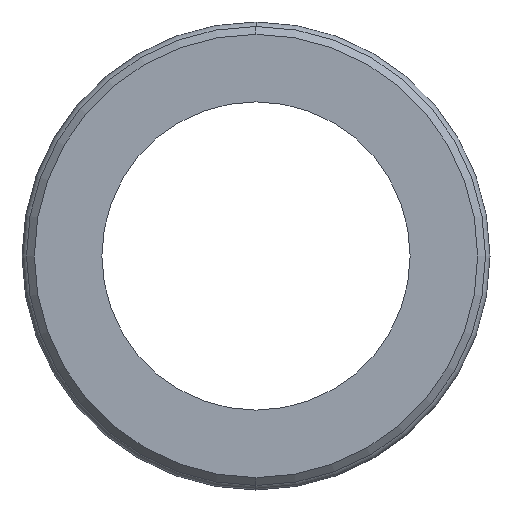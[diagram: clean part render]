
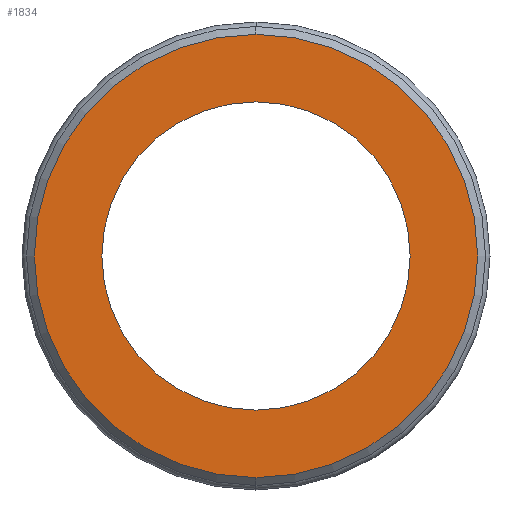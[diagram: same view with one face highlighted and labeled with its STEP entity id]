
A CAD part, left-side view. The second image highlights one B-rep face of the part: STEP entity #1834.
In plain terms, the highlighted planar face has unit normal (-1, 0, 0).
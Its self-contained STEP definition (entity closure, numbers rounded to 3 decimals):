
#13 = AXIS2_PLACEMENT_3D ( 'NONE', #1456, #1658, #1508 ) ;
#37 = EDGE_LOOP ( 'NONE', ( #1666, #1800 ) ) ;
#90 = AXIS2_PLACEMENT_3D ( 'NONE', #441, #2004, #615 ) ;
#149 = DIRECTION ( 'NONE',  ( -1., 0., 0. ) ) ;
#162 = AXIS2_PLACEMENT_3D ( 'NONE', #1420, #2060, #1605 ) ;
#194 = ORIENTED_EDGE ( 'NONE', *, *, #853, .T. ) ;
#199 = CARTESIAN_POINT ( 'NONE',  ( 0., 0., -20.01 ) ) ;
#239 = EDGE_CURVE ( 'NONE', #1588, #933, #1827, .T. ) ;
#251 = EDGE_CURVE ( 'NONE', #1654, #903, #1415, .T. ) ;
#441 = CARTESIAN_POINT ( 'NONE',  ( 0., 20.01, 0. ) ) ;
#615 = DIRECTION ( 'NONE',  ( 0., 0., -1. ) ) ;
#691 = CIRCLE ( 'NONE', #162, 20.01 ) ;
#821 = EDGE_LOOP ( 'NONE', ( #1426, #194 ) ) ;
#853 = EDGE_CURVE ( 'NONE', #903, #1654, #986, .T. ) ;
#903 = VERTEX_POINT ( 'NONE', #1155 ) ;
#933 = VERTEX_POINT ( 'NONE', #199 ) ;
#986 = CIRCLE ( 'NONE', #1657, 28.778 ) ;
#1049 = PLANE ( 'NONE',  #90 ) ;
#1069 = FACE_OUTER_BOUND ( 'NONE', #821, .T. ) ;
#1155 = CARTESIAN_POINT ( 'NONE',  ( 0., 0., 28.778 ) ) ;
#1188 = CARTESIAN_POINT ( 'NONE',  ( 0., 0., 0. ) ) ;
#1411 = CARTESIAN_POINT ( 'NONE',  ( 0., 0., -28.778 ) ) ;
#1415 = CIRCLE ( 'NONE', #13, 28.778 ) ;
#1420 = CARTESIAN_POINT ( 'NONE',  ( 0., 0., 0. ) ) ;
#1426 = ORIENTED_EDGE ( 'NONE', *, *, #251, .T. ) ;
#1440 = CARTESIAN_POINT ( 'NONE',  ( 0., 0., 20.01 ) ) ;
#1456 = CARTESIAN_POINT ( 'NONE',  ( 0., 0., 0. ) ) ;
#1508 = DIRECTION ( 'NONE',  ( 0., 0., -1. ) ) ;
#1584 = AXIS2_PLACEMENT_3D ( 'NONE', #1813, #149, #1742 ) ;
#1588 = VERTEX_POINT ( 'NONE', #1440 ) ;
#1605 = DIRECTION ( 'NONE',  ( 0., 0., 1. ) ) ;
#1654 = VERTEX_POINT ( 'NONE', #1411 ) ;
#1657 = AXIS2_PLACEMENT_3D ( 'NONE', #1188, #1659, #1960 ) ;
#1658 = DIRECTION ( 'NONE',  ( -1., 0., 0. ) ) ;
#1659 = DIRECTION ( 'NONE',  ( -1., 0., 0. ) ) ;
#1666 = ORIENTED_EDGE ( 'NONE', *, *, #239, .F. ) ;
#1742 = DIRECTION ( 'NONE',  ( 0., 0., 1. ) ) ;
#1800 = ORIENTED_EDGE ( 'NONE', *, *, #2064, .F. ) ;
#1813 = CARTESIAN_POINT ( 'NONE',  ( 0., 0., 0. ) ) ;
#1827 = CIRCLE ( 'NONE', #1584, 20.01 ) ;
#1834 = ADVANCED_FACE ( 'NONE', ( #1069, #1861 ), #1049, .F. ) ;
#1861 = FACE_BOUND ( 'NONE', #37, .T. ) ;
#1960 = DIRECTION ( 'NONE',  ( 0., 0., -1. ) ) ;
#2004 = DIRECTION ( 'NONE',  ( 1., 0., 0. ) ) ;
#2060 = DIRECTION ( 'NONE',  ( -1., 0., 0. ) ) ;
#2064 = EDGE_CURVE ( 'NONE', #933, #1588, #691, .T. ) ;
